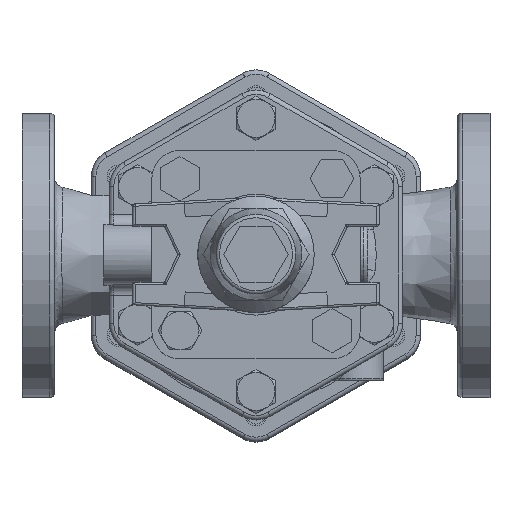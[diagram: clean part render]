
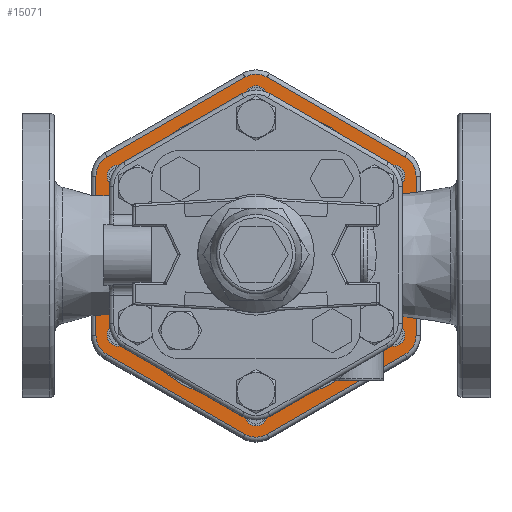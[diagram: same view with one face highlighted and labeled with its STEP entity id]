
A CAD part, top view. The second image highlights one B-rep face of the part: STEP entity #15071.
In plain terms, the highlighted planar face has unit normal (0, 0, 1).
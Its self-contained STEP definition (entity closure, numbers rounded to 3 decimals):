
#499=FACE_BOUND('',#2530,.T.);
#500=FACE_BOUND('',#2531,.T.);
#501=FACE_BOUND('',#2532,.T.);
#502=FACE_BOUND('',#2533,.T.);
#503=FACE_BOUND('',#2534,.T.);
#504=FACE_BOUND('',#2535,.T.);
#505=FACE_BOUND('',#2536,.T.);
#831=PLANE('',#16155);
#1465=FACE_OUTER_BOUND('',#2529,.T.);
#2529=EDGE_LOOP('',(#10691,#10692,#10693,#10694,#10695,#10696,#10697,#10698,
#10699,#10700,#10701,#10702));
#2530=EDGE_LOOP('',(#10703));
#2531=EDGE_LOOP('',(#10704));
#2532=EDGE_LOOP('',(#10705));
#2533=EDGE_LOOP('',(#10706));
#2534=EDGE_LOOP('',(#10707));
#2535=EDGE_LOOP('',(#10708));
#2536=EDGE_LOOP('',(#10709));
#3754=LINE('',#25623,#4538);
#3756=LINE('',#25635,#4540);
#3758=LINE('',#25647,#4542);
#3760=LINE('',#25659,#4544);
#3762=LINE('',#25671,#4546);
#3764=LINE('',#25680,#4548);
#4538=VECTOR('',#18023,71.);
#4540=VECTOR('',#18037,71.);
#4542=VECTOR('',#18051,71.);
#4544=VECTOR('',#18065,71.);
#4546=VECTOR('',#18079,71.);
#4548=VECTOR('',#18091,71.);
#5295=CIRCLE('',#16114,10.012);
#5298=CIRCLE('',#16119,10.012);
#5302=CIRCLE('',#16125,10.012);
#5306=CIRCLE('',#16131,10.012);
#5310=CIRCLE('',#16137,10.012);
#5314=CIRCLE('',#16143,10.012);
#5319=CIRCLE('',#16156,66.279);
#5320=CIRCLE('',#16157,4.188);
#5321=CIRCLE('',#16158,4.188);
#5322=CIRCLE('',#16159,4.188);
#5323=CIRCLE('',#16160,4.188);
#5324=CIRCLE('',#16161,4.188);
#5325=CIRCLE('',#16162,4.188);
#6647=VERTEX_POINT('',#25611);
#6650=VERTEX_POINT('',#25616);
#6652=VERTEX_POINT('',#25621);
#6654=VERTEX_POINT('',#25627);
#6656=VERTEX_POINT('',#25633);
#6658=VERTEX_POINT('',#25639);
#6660=VERTEX_POINT('',#25645);
#6662=VERTEX_POINT('',#25651);
#6664=VERTEX_POINT('',#25657);
#6666=VERTEX_POINT('',#25663);
#6668=VERTEX_POINT('',#25669);
#6670=VERTEX_POINT('',#25675);
#6678=VERTEX_POINT('',#25709);
#6679=VERTEX_POINT('',#25711);
#6680=VERTEX_POINT('',#25713);
#6681=VERTEX_POINT('',#25715);
#6682=VERTEX_POINT('',#25717);
#6683=VERTEX_POINT('',#25719);
#6684=VERTEX_POINT('',#25721);
#8174=EDGE_CURVE('',#6650,#6647,#5295,.T.);
#8176=EDGE_CURVE('',#6652,#6650,#3754,.T.);
#8179=EDGE_CURVE('',#6654,#6652,#5298,.T.);
#8182=EDGE_CURVE('',#6656,#6654,#3756,.T.);
#8185=EDGE_CURVE('',#6658,#6656,#5302,.T.);
#8188=EDGE_CURVE('',#6660,#6658,#3758,.T.);
#8191=EDGE_CURVE('',#6662,#6660,#5306,.T.);
#8194=EDGE_CURVE('',#6664,#6662,#3760,.T.);
#8197=EDGE_CURVE('',#6666,#6664,#5310,.T.);
#8200=EDGE_CURVE('',#6668,#6666,#3762,.T.);
#8203=EDGE_CURVE('',#6670,#6668,#5314,.T.);
#8205=EDGE_CURVE('',#6647,#6670,#3764,.T.);
#8220=EDGE_CURVE('',#6678,#6678,#5319,.T.);
#8221=EDGE_CURVE('',#6679,#6679,#5320,.T.);
#8222=EDGE_CURVE('',#6680,#6680,#5321,.T.);
#8223=EDGE_CURVE('',#6681,#6681,#5322,.T.);
#8224=EDGE_CURVE('',#6682,#6682,#5323,.T.);
#8225=EDGE_CURVE('',#6683,#6683,#5324,.T.);
#8226=EDGE_CURVE('',#6684,#6684,#5325,.T.);
#10691=ORIENTED_EDGE('',*,*,#8174,.F.);
#10692=ORIENTED_EDGE('',*,*,#8176,.F.);
#10693=ORIENTED_EDGE('',*,*,#8179,.F.);
#10694=ORIENTED_EDGE('',*,*,#8182,.F.);
#10695=ORIENTED_EDGE('',*,*,#8185,.F.);
#10696=ORIENTED_EDGE('',*,*,#8188,.F.);
#10697=ORIENTED_EDGE('',*,*,#8191,.F.);
#10698=ORIENTED_EDGE('',*,*,#8194,.F.);
#10699=ORIENTED_EDGE('',*,*,#8197,.F.);
#10700=ORIENTED_EDGE('',*,*,#8200,.F.);
#10701=ORIENTED_EDGE('',*,*,#8203,.F.);
#10702=ORIENTED_EDGE('',*,*,#8205,.F.);
#10703=ORIENTED_EDGE('',*,*,#8220,.F.);
#10704=ORIENTED_EDGE('',*,*,#8221,.T.);
#10705=ORIENTED_EDGE('',*,*,#8222,.T.);
#10706=ORIENTED_EDGE('',*,*,#8223,.T.);
#10707=ORIENTED_EDGE('',*,*,#8224,.T.);
#10708=ORIENTED_EDGE('',*,*,#8225,.T.);
#10709=ORIENTED_EDGE('',*,*,#8226,.T.);
#15071=ADVANCED_FACE('',(#1465,#499,#500,#501,#502,#503,#504,#505),#831,
 .T.);
#16114=AXIS2_PLACEMENT_3D('',#25618,#18017,#18018);
#16119=AXIS2_PLACEMENT_3D('',#25629,#18029,#18030);
#16125=AXIS2_PLACEMENT_3D('',#25641,#18043,#18044);
#16131=AXIS2_PLACEMENT_3D('',#25653,#18057,#18058);
#16137=AXIS2_PLACEMENT_3D('',#25665,#18071,#18072);
#16143=AXIS2_PLACEMENT_3D('',#25677,#18085,#18086);
#16155=AXIS2_PLACEMENT_3D('',#25708,#18121,#18122);
#16156=AXIS2_PLACEMENT_3D('',#25710,#18123,#18124);
#16157=AXIS2_PLACEMENT_3D('',#25712,#18125,#18126);
#16158=AXIS2_PLACEMENT_3D('',#25714,#18127,#18128);
#16159=AXIS2_PLACEMENT_3D('',#25716,#18129,#18130);
#16160=AXIS2_PLACEMENT_3D('',#25718,#18131,#18132);
#16161=AXIS2_PLACEMENT_3D('',#25720,#18133,#18134);
#16162=AXIS2_PLACEMENT_3D('',#25722,#18135,#18136);
#18017=DIRECTION('center_axis',(0.,0.,-1.));
#18018=DIRECTION('ref_axis',(-0.866,0.5,0.));
#18023=DIRECTION('',(0.,1.,0.));
#18029=DIRECTION('center_axis',(0.,0.,-1.));
#18030=DIRECTION('ref_axis',(-0.866,-0.5,0.));
#18037=DIRECTION('',(-0.866,0.5,0.));
#18043=DIRECTION('center_axis',(0.,0.,-1.));
#18044=DIRECTION('ref_axis',(0.,-1.,0.));
#18051=DIRECTION('',(-0.866,-0.5,0.));
#18057=DIRECTION('center_axis',(0.,0.,-1.));
#18058=DIRECTION('ref_axis',(0.866,-0.5,0.));
#18065=DIRECTION('',(0.,-1.,0.));
#18071=DIRECTION('center_axis',(0.,0.,-1.));
#18072=DIRECTION('ref_axis',(0.866,0.5,0.));
#18079=DIRECTION('',(0.866,-0.5,0.));
#18085=DIRECTION('center_axis',(0.,0.,-1.));
#18086=DIRECTION('ref_axis',(0.,1.,0.));
#18091=DIRECTION('',(0.866,0.5,0.));
#18121=DIRECTION('center_axis',(0.,0.,1.));
#18122=DIRECTION('ref_axis',(1.,0.,0.));
#18123=DIRECTION('center_axis',(0.,0.,1.));
#18124=DIRECTION('ref_axis',(-1.,0.,0.));
#18125=DIRECTION('center_axis',(0.,0.,-1.));
#18126=DIRECTION('ref_axis',(1.,0.,0.));
#18127=DIRECTION('center_axis',(0.,0.,-1.));
#18128=DIRECTION('ref_axis',(0.5,0.866,0.));
#18129=DIRECTION('center_axis',(0.,0.,-1.));
#18130=DIRECTION('ref_axis',(-0.5,0.866,0.));
#18131=DIRECTION('center_axis',(0.,0.,-1.));
#18132=DIRECTION('ref_axis',(-1.,0.,0.));
#18133=DIRECTION('center_axis',(0.,0.,-1.));
#18134=DIRECTION('ref_axis',(-0.5,-0.866,0.));
#18135=DIRECTION('center_axis',(0.,0.,-1.));
#18136=DIRECTION('ref_axis',(0.5,-0.866,0.));
#25611=CARTESIAN_POINT('',(-66.494,44.171,17.));
#25616=CARTESIAN_POINT('',(-71.5,35.5,17.));
#25618=CARTESIAN_POINT('Origin',(-61.488,35.5,17.));
#25621=CARTESIAN_POINT('',(-71.5,-35.5,17.));
#25623=CARTESIAN_POINT('',(-71.5,21.218,17.));
#25627=CARTESIAN_POINT('',(-66.494,-44.171,17.));
#25629=CARTESIAN_POINT('Origin',(-61.488,-35.5,17.));
#25633=CARTESIAN_POINT('',(-5.006,-79.671,17.));
#25635=CARTESIAN_POINT('',(-54.125,-51.312,17.));
#25639=CARTESIAN_POINT('',(5.006,-79.671,17.));
#25641=CARTESIAN_POINT('Origin',(0.,-71.,17.));
#25645=CARTESIAN_POINT('',(66.494,-44.171,17.));
#25647=CARTESIAN_POINT('',(17.375,-72.53,17.));
#25651=CARTESIAN_POINT('',(71.5,-35.5,17.));
#25653=CARTESIAN_POINT('Origin',(61.488,-35.5,17.));
#25657=CARTESIAN_POINT('',(71.5,35.5,17.));
#25659=CARTESIAN_POINT('',(71.5,-21.218,17.));
#25663=CARTESIAN_POINT('',(66.494,44.171,17.));
#25665=CARTESIAN_POINT('Origin',(61.488,35.5,17.));
#25669=CARTESIAN_POINT('',(5.006,79.671,17.));
#25671=CARTESIAN_POINT('',(54.125,51.312,17.));
#25675=CARTESIAN_POINT('',(-5.006,79.671,17.));
#25677=CARTESIAN_POINT('Origin',(0.,71.,17.));
#25680=CARTESIAN_POINT('',(-17.375,72.53,17.));
#25708=CARTESIAN_POINT('Origin',(0.,0.,17.));
#25709=CARTESIAN_POINT('',(66.279,0.,17.));
#25710=CARTESIAN_POINT('Origin',(0.,0.,17.));
#25711=CARTESIAN_POINT('',(-57.3,35.5,17.));
#25712=CARTESIAN_POINT('Origin',(-61.488,35.5,17.));
#25713=CARTESIAN_POINT('',(-59.394,-31.873,17.));
#25714=CARTESIAN_POINT('Origin',(-61.488,-35.5,17.));
#25715=CARTESIAN_POINT('',(-2.094,-67.373,17.));
#25716=CARTESIAN_POINT('Origin',(0.,-71.,17.));
#25717=CARTESIAN_POINT('',(57.3,-35.5,17.));
#25718=CARTESIAN_POINT('Origin',(61.488,-35.5,17.));
#25719=CARTESIAN_POINT('',(59.394,31.873,17.));
#25720=CARTESIAN_POINT('Origin',(61.488,35.5,17.));
#25721=CARTESIAN_POINT('',(2.094,67.373,17.));
#25722=CARTESIAN_POINT('Origin',(0.,71.,17.));
